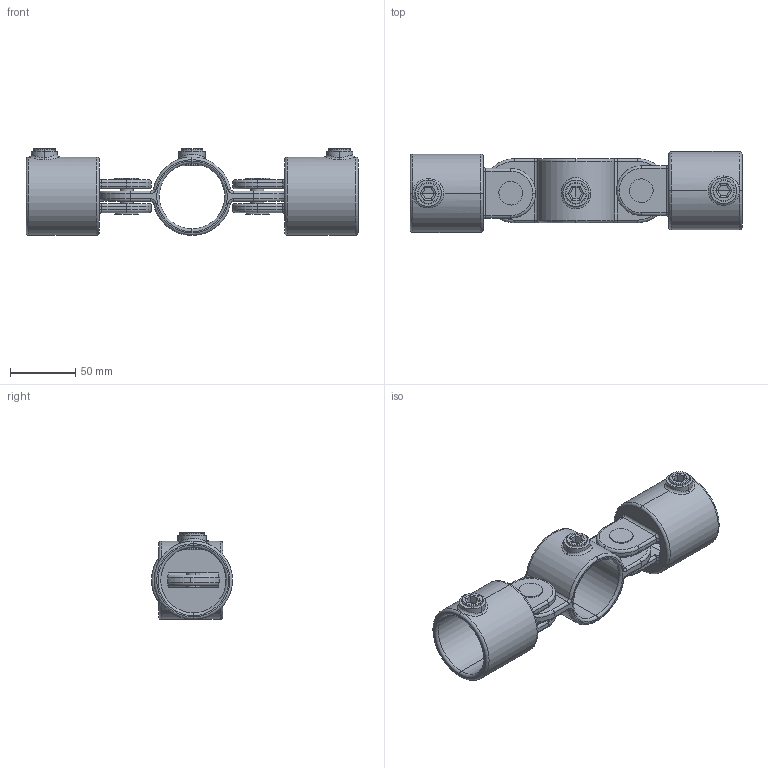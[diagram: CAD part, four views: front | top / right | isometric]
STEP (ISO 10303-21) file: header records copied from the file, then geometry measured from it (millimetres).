
FILE_DESCRIPTION (( 'STEP AP203' ), '1' );
FILE_NAME ('167-D48.STEP', '2016-09-07T09:24:44', ( '' ), ( '' ), 'SwSTEP 2.0', 'SolidWorks 2015', '' );
FILE_SCHEMA (( 'CONFIG_CONTROL_DESIGN' ));
Length unit declared in the file: millimetre
Products named in the file (5): 167-D48 Teil2; 167-D48; 167-D48 Teil3; 167-D48 Teil1; 167-D48 Teil4
Assembly tree (8 placements, depth 2):
  167-D48
    167-D48 Teil1
    167-D48 Teil2  x2
    167-D48 Teil3  x3
    167-D48 Teil4  x2
Bounding box: 253.98 x 62 x 66.5 mm (x, y, z)
Volume: 225030.4 mm3; surface area: 93501.4 mm2
Topology: 8 solids, 8 shells, 305 faces, 711 edges, 426 vertices
Faces by surface type: cylinder 146, torus 90, plane 63, bspline 6
Entity records: 6781 total; most frequent: CARTESIAN_POINT 2147, DIRECTION 932, ORIENTED_EDGE 800, EDGE_CURVE 400, AXIS2_PLACEMENT_3D 398, VERTEX_POINT 241, CIRCLE 222, EDGE_LOOP 189
